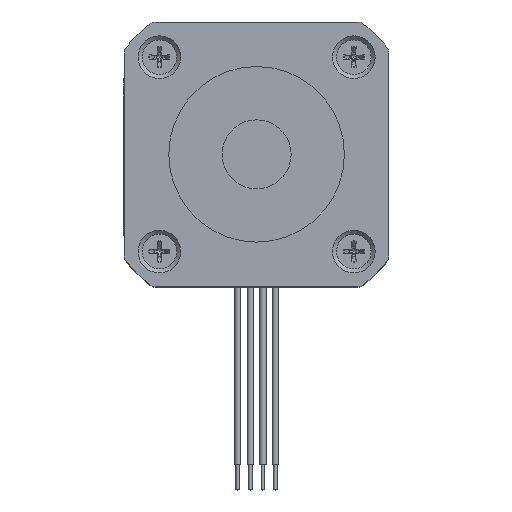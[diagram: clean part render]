
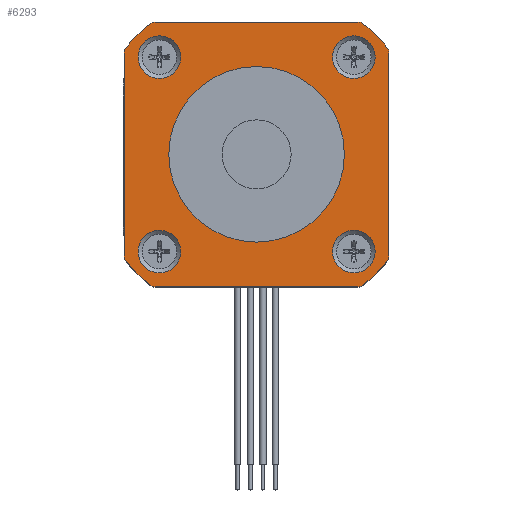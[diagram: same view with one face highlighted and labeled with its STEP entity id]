
A CAD part, top view. The second image highlights one B-rep face of the part: STEP entity #6293.
In plain terms, the highlighted face is planar.
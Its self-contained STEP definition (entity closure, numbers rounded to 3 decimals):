
#287=LINE('',#9595,#810);
#288=LINE('',#9603,#811);
#289=LINE('',#9611,#812);
#290=LINE('',#9619,#813);
#810=VECTOR('',#7669,32.311);
#811=VECTOR('',#7676,32.311);
#812=VECTOR('',#7683,32.311);
#813=VECTOR('',#7690,32.311);
#1433=FACE_BOUND('',#2024,.T.);
#1434=FACE_BOUND('',#2025,.T.);
#1435=FACE_BOUND('',#2026,.T.);
#1436=FACE_BOUND('',#2027,.T.);
#1437=FACE_BOUND('',#2028,.T.);
#1593=FACE_OUTER_BOUND('',#2023,.T.);
#2023=EDGE_LOOP('',(#4494,#4495,#4496,#4497,#4498,#4499,#4500,#4501,#4502,
#4503,#4504,#4505,#4506,#4507,#4508,#4509));
#2024=EDGE_LOOP('',(#4510));
#2025=EDGE_LOOP('',(#4511));
#2026=EDGE_LOOP('',(#4512));
#2027=EDGE_LOOP('',(#4513));
#2028=EDGE_LOOP('',(#4514));
#2528=CIRCLE('',#6747,5.5);
#2551=CIRCLE('',#6775,26.9);
#2552=CIRCLE('',#6776,1.5);
#2553=CIRCLE('',#6777,1.5);
#2554=CIRCLE('',#6778,26.9);
#2555=CIRCLE('',#6779,1.5);
#2556=CIRCLE('',#6780,1.5);
#2557=CIRCLE('',#6781,26.9);
#2558=CIRCLE('',#6782,1.5);
#2559=CIRCLE('',#6783,1.5);
#2560=CIRCLE('',#6784,26.9);
#2561=CIRCLE('',#6785,1.5);
#2562=CIRCLE('',#6786,1.5);
#2563=CIRCLE('',#6787,3.4);
#2564=CIRCLE('',#6788,3.4);
#2565=CIRCLE('',#6789,3.4);
#2566=CIRCLE('',#6790,3.4);
#2846=VERTEX_POINT('',#9506);
#2885=VERTEX_POINT('',#9589);
#2886=VERTEX_POINT('',#9590);
#2887=VERTEX_POINT('',#9592);
#2888=VERTEX_POINT('',#9594);
#2889=VERTEX_POINT('',#9596);
#2890=VERTEX_POINT('',#9598);
#2891=VERTEX_POINT('',#9600);
#2892=VERTEX_POINT('',#9602);
#2893=VERTEX_POINT('',#9604);
#2894=VERTEX_POINT('',#9606);
#2895=VERTEX_POINT('',#9608);
#2896=VERTEX_POINT('',#9610);
#2897=VERTEX_POINT('',#9612);
#2898=VERTEX_POINT('',#9614);
#2899=VERTEX_POINT('',#9616);
#2900=VERTEX_POINT('',#9618);
#2901=VERTEX_POINT('',#9621);
#2902=VERTEX_POINT('',#9623);
#2903=VERTEX_POINT('',#9625);
#2904=VERTEX_POINT('',#9627);
#3486=EDGE_CURVE('',#2846,#2846,#2528,.F.);
#3525=EDGE_CURVE('',#2885,#2886,#2551,.T.);
#3526=EDGE_CURVE('',#2887,#2885,#2552,.T.);
#3527=EDGE_CURVE('',#2888,#2887,#287,.T.);
#3528=EDGE_CURVE('',#2889,#2888,#2553,.T.);
#3529=EDGE_CURVE('',#2890,#2889,#2554,.T.);
#3530=EDGE_CURVE('',#2891,#2890,#2555,.T.);
#3531=EDGE_CURVE('',#2892,#2891,#288,.T.);
#3532=EDGE_CURVE('',#2893,#2892,#2556,.T.);
#3533=EDGE_CURVE('',#2894,#2893,#2557,.T.);
#3534=EDGE_CURVE('',#2895,#2894,#2558,.T.);
#3535=EDGE_CURVE('',#2896,#2895,#289,.T.);
#3536=EDGE_CURVE('',#2897,#2896,#2559,.T.);
#3537=EDGE_CURVE('',#2898,#2897,#2560,.T.);
#3538=EDGE_CURVE('',#2899,#2898,#2561,.T.);
#3539=EDGE_CURVE('',#2900,#2899,#290,.T.);
#3540=EDGE_CURVE('',#2886,#2900,#2562,.T.);
#3541=EDGE_CURVE('',#2901,#2901,#2563,.T.);
#3542=EDGE_CURVE('',#2902,#2902,#2564,.T.);
#3543=EDGE_CURVE('',#2903,#2903,#2565,.T.);
#3544=EDGE_CURVE('',#2904,#2904,#2566,.T.);
#4494=ORIENTED_EDGE('',*,*,#3525,.F.);
#4495=ORIENTED_EDGE('',*,*,#3526,.F.);
#4496=ORIENTED_EDGE('',*,*,#3527,.F.);
#4497=ORIENTED_EDGE('',*,*,#3528,.F.);
#4498=ORIENTED_EDGE('',*,*,#3529,.F.);
#4499=ORIENTED_EDGE('',*,*,#3530,.F.);
#4500=ORIENTED_EDGE('',*,*,#3531,.F.);
#4501=ORIENTED_EDGE('',*,*,#3532,.F.);
#4502=ORIENTED_EDGE('',*,*,#3533,.F.);
#4503=ORIENTED_EDGE('',*,*,#3534,.F.);
#4504=ORIENTED_EDGE('',*,*,#3535,.F.);
#4505=ORIENTED_EDGE('',*,*,#3536,.F.);
#4506=ORIENTED_EDGE('',*,*,#3537,.F.);
#4507=ORIENTED_EDGE('',*,*,#3538,.F.);
#4508=ORIENTED_EDGE('',*,*,#3539,.F.);
#4509=ORIENTED_EDGE('',*,*,#3540,.F.);
#4510=ORIENTED_EDGE('',*,*,#3486,.T.);
#4511=ORIENTED_EDGE('',*,*,#3541,.T.);
#4512=ORIENTED_EDGE('',*,*,#3542,.T.);
#4513=ORIENTED_EDGE('',*,*,#3543,.T.);
#4514=ORIENTED_EDGE('',*,*,#3544,.T.);
#6042=PLANE('',#6774);
#6293=ADVANCED_FACE('',(#1593,#1433,#1434,#1435,#1436,#1437),#6042,.F.);
#6747=AXIS2_PLACEMENT_3D('',#9507,#7593,#7594);
#6774=AXIS2_PLACEMENT_3D('',#9588,#7663,#7664);
#6775=AXIS2_PLACEMENT_3D('',#9591,#7665,#7666);
#6776=AXIS2_PLACEMENT_3D('',#9593,#7667,#7668);
#6777=AXIS2_PLACEMENT_3D('',#9597,#7670,#7671);
#6778=AXIS2_PLACEMENT_3D('',#9599,#7672,#7673);
#6779=AXIS2_PLACEMENT_3D('',#9601,#7674,#7675);
#6780=AXIS2_PLACEMENT_3D('',#9605,#7677,#7678);
#6781=AXIS2_PLACEMENT_3D('',#9607,#7679,#7680);
#6782=AXIS2_PLACEMENT_3D('',#9609,#7681,#7682);
#6783=AXIS2_PLACEMENT_3D('',#9613,#7684,#7685);
#6784=AXIS2_PLACEMENT_3D('',#9615,#7686,#7687);
#6785=AXIS2_PLACEMENT_3D('',#9617,#7688,#7689);
#6786=AXIS2_PLACEMENT_3D('',#9620,#7691,#7692);
#6787=AXIS2_PLACEMENT_3D('',#9622,#7693,#7694);
#6788=AXIS2_PLACEMENT_3D('',#9624,#7695,#7696);
#6789=AXIS2_PLACEMENT_3D('',#9626,#7697,#7698);
#6790=AXIS2_PLACEMENT_3D('',#9628,#7699,#7700);
#7593=DIRECTION('center_axis',(0.,0.,-1.));
#7594=DIRECTION('ref_axis',(-1.,0.,0.));
#7663=DIRECTION('center_axis',(0.,0.,1.));
#7664=DIRECTION('ref_axis',(1.,0.,0.));
#7665=DIRECTION('center_axis',(0.,0.,1.));
#7666=DIRECTION('ref_axis',(1.,0.,0.));
#7667=DIRECTION('center_axis',(0.,0.,1.));
#7668=DIRECTION('ref_axis',(-1.,0.,0.));
#7669=DIRECTION('',(0.,-1.,0.));
#7670=DIRECTION('center_axis',(0.,0.,1.));
#7671=DIRECTION('ref_axis',(-1.,0.,0.));
#7672=DIRECTION('center_axis',(0.,0.,1.));
#7673=DIRECTION('ref_axis',(1.,0.,0.));
#7674=DIRECTION('center_axis',(0.,0.,1.));
#7675=DIRECTION('ref_axis',(-1.,0.,0.));
#7676=DIRECTION('',(-1.,0.,0.));
#7677=DIRECTION('center_axis',(0.,0.,1.));
#7678=DIRECTION('ref_axis',(-1.,0.,0.));
#7679=DIRECTION('center_axis',(0.,0.,1.));
#7680=DIRECTION('ref_axis',(1.,0.,0.));
#7681=DIRECTION('center_axis',(0.,0.,1.));
#7682=DIRECTION('ref_axis',(-1.,0.,0.));
#7683=DIRECTION('',(0.,1.,0.));
#7684=DIRECTION('center_axis',(0.,0.,1.));
#7685=DIRECTION('ref_axis',(-1.,0.,0.));
#7686=DIRECTION('center_axis',(0.,0.,1.));
#7687=DIRECTION('ref_axis',(1.,0.,0.));
#7688=DIRECTION('center_axis',(0.,0.,1.));
#7689=DIRECTION('ref_axis',(-1.,0.,0.));
#7690=DIRECTION('',(1.,0.,0.));
#7691=DIRECTION('center_axis',(0.,0.,1.));
#7692=DIRECTION('ref_axis',(1.,0.,0.));
#7693=DIRECTION('center_axis',(0.,0.,1.));
#7694=DIRECTION('ref_axis',(1.,0.,0.));
#7695=DIRECTION('center_axis',(0.,0.,1.));
#7696=DIRECTION('ref_axis',(1.,0.,0.));
#7697=DIRECTION('center_axis',(0.,0.,1.));
#7698=DIRECTION('ref_axis',(1.,0.,0.));
#7699=DIRECTION('center_axis',(0.,0.,1.));
#7700=DIRECTION('ref_axis',(1.,0.,0.));
#9506=CARTESIAN_POINT('',(-5.5,0.,1.8));
#9507=CARTESIAN_POINT('Origin',(0.,0.,1.8));
#9588=CARTESIAN_POINT('Origin',(0.,0.,1.8));
#9589=CARTESIAN_POINT('',(-20.757,-17.11,1.8));
#9590=CARTESIAN_POINT('',(-17.11,-20.757,1.8));
#9591=CARTESIAN_POINT('Origin',(0.,0.,1.8));
#9592=CARTESIAN_POINT('',(-21.1,-16.155,1.8));
#9593=CARTESIAN_POINT('Origin',(-19.6,-16.155,1.8));
#9594=CARTESIAN_POINT('',(-21.1,16.155,1.8));
#9595=CARTESIAN_POINT('',(-21.1,16.155,1.8));
#9596=CARTESIAN_POINT('',(-20.757,17.11,1.8));
#9597=CARTESIAN_POINT('Origin',(-19.6,16.155,1.8));
#9598=CARTESIAN_POINT('',(-17.11,20.757,1.8));
#9599=CARTESIAN_POINT('Origin',(0.,0.,1.8));
#9600=CARTESIAN_POINT('',(-16.155,21.1,1.8));
#9601=CARTESIAN_POINT('Origin',(-16.155,19.6,1.8));
#9602=CARTESIAN_POINT('',(16.155,21.1,1.8));
#9603=CARTESIAN_POINT('',(16.155,21.1,1.8));
#9604=CARTESIAN_POINT('',(17.11,20.757,1.8));
#9605=CARTESIAN_POINT('Origin',(16.155,19.6,1.8));
#9606=CARTESIAN_POINT('',(20.757,17.11,1.8));
#9607=CARTESIAN_POINT('Origin',(0.,0.,1.8));
#9608=CARTESIAN_POINT('',(21.1,16.155,1.8));
#9609=CARTESIAN_POINT('Origin',(19.6,16.155,1.8));
#9610=CARTESIAN_POINT('',(21.1,-16.155,1.8));
#9611=CARTESIAN_POINT('',(21.1,-16.155,1.8));
#9612=CARTESIAN_POINT('',(20.757,-17.11,1.8));
#9613=CARTESIAN_POINT('Origin',(19.6,-16.155,1.8));
#9614=CARTESIAN_POINT('',(17.11,-20.757,1.8));
#9615=CARTESIAN_POINT('Origin',(0.,0.,1.8));
#9616=CARTESIAN_POINT('',(16.155,-21.1,1.8));
#9617=CARTESIAN_POINT('Origin',(16.155,-19.6,1.8));
#9618=CARTESIAN_POINT('',(-16.155,-21.1,1.8));
#9619=CARTESIAN_POINT('',(-16.155,-21.1,1.8));
#9620=CARTESIAN_POINT('Origin',(-16.155,-19.6,1.8));
#9621=CARTESIAN_POINT('',(18.9,-15.5,1.8));
#9622=CARTESIAN_POINT('Origin',(15.5,-15.5,1.8));
#9623=CARTESIAN_POINT('',(-12.1,-15.5,1.8));
#9624=CARTESIAN_POINT('Origin',(-15.5,-15.5,1.8));
#9625=CARTESIAN_POINT('',(18.9,15.5,1.8));
#9626=CARTESIAN_POINT('Origin',(15.5,15.5,1.8));
#9627=CARTESIAN_POINT('',(-12.1,15.5,1.8));
#9628=CARTESIAN_POINT('Origin',(-15.5,15.5,1.8));
